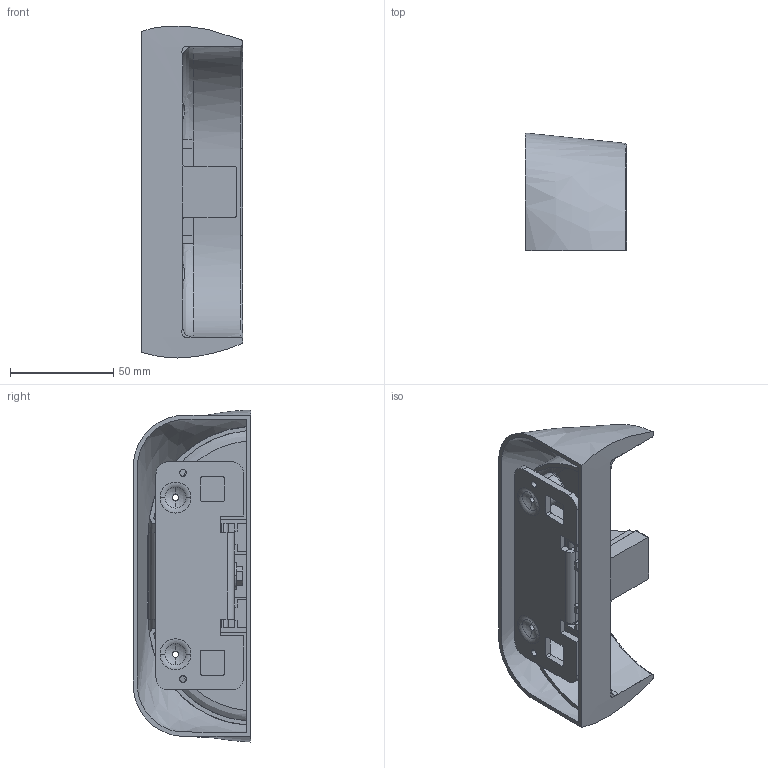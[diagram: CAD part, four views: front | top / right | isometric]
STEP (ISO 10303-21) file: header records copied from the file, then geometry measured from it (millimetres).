
FILE_DESCRIPTION (( 'STEP AP214' ), '1' );
FILE_NAME ('2707 Offset Strike Plate 2706 27mm - 43mm.STEP', '2025-01-08T01:07:01', ( '' ), ( '' ), 'SwSTEP 2.0', 'SolidWorks 2024', '' );
FILE_SCHEMA (( 'AUTOMOTIVE_DESIGN' ));
Length unit declared in the file: millimetre
Products named in the file (3): 2707 Offset Strike Plate 2706 27mm - 43mm; 2707 Offset Strike For 2706 27mm - 43mm
Assembly tree (2 placements, depth 2):
  2707 Offset Strike Plate 2706 27mm - 43mm
    2707 Offset Strike For 2706 27mm - 43mm
    2707 Offset Strike Plate 2706 27mm - 43mm
Bounding box: 49 x 57 x 161.05 mm (x, y, z)
Volume: 83054.8 mm3; surface area: 77502.4 mm2
Topology: 5 solids, 5 shells, 258 faces, 742 edges, 495 vertices
Faces by surface type: plane 122, cylinder 75, bspline 42, torus 11, sphere 8
Entity records: 20234 total; most frequent: CARTESIAN_POINT 13672, ORIENTED_EDGE 1484, DIRECTION 1171, EDGE_CURVE 742, VERTEX_POINT 495, AXIS2_PLACEMENT_3D 412, LINE 347, VECTOR 347
